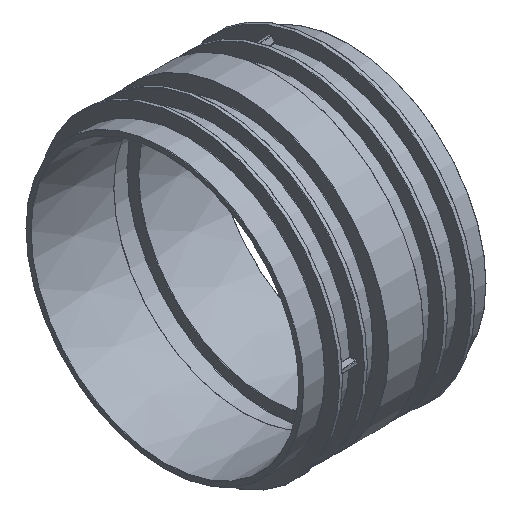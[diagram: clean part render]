
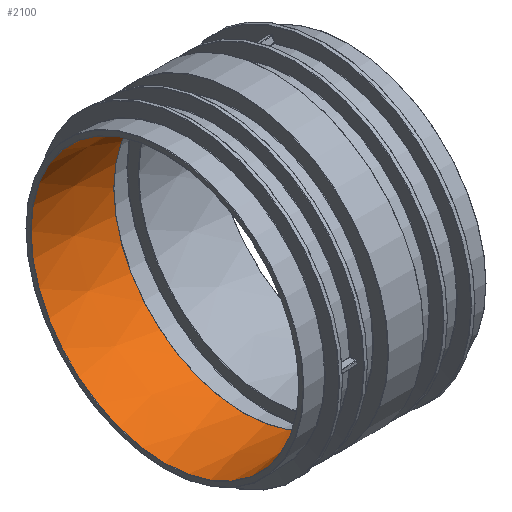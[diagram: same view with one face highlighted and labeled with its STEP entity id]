
A CAD part, isometric view. The second image highlights one B-rep face of the part: STEP entity #2100.
In plain terms, the highlighted conical face has half-angle 3 degrees and reference radius 81.534 mm.
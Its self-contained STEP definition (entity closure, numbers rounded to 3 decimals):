
#29=CONICAL_SURFACE('',#2319,81.535,0.052);
#139=LINE('',#4780,#175);
#175=VECTOR('',#2784,81.535);
#296=FACE_OUTER_BOUND('',#435,.T.);
#435=EDGE_LOOP('',(#1737,#1738,#1739,#1740,#1741,#1742));
#578=CIRCLE('',#2316,80.261);
#579=CIRCLE('',#2317,80.261);
#581=CIRCLE('',#2320,82.808);
#582=CIRCLE('',#2321,82.808);
#897=VERTEX_POINT('',#4773);
#898=VERTEX_POINT('',#4774);
#899=VERTEX_POINT('',#4779);
#900=VERTEX_POINT('',#4781);
#1190=EDGE_CURVE('',#897,#898,#578,.T.);
#1191=EDGE_CURVE('',#898,#897,#579,.T.);
#1193=EDGE_CURVE('',#897,#899,#139,.T.);
#1194=EDGE_CURVE('',#900,#899,#581,.T.);
#1195=EDGE_CURVE('',#899,#900,#582,.T.);
#1737=ORIENTED_EDGE('',*,*,#1190,.T.);
#1738=ORIENTED_EDGE('',*,*,#1191,.T.);
#1739=ORIENTED_EDGE('',*,*,#1193,.T.);
#1740=ORIENTED_EDGE('',*,*,#1194,.F.);
#1741=ORIENTED_EDGE('',*,*,#1195,.F.);
#1742=ORIENTED_EDGE('',*,*,#1193,.F.);
#2100=ADVANCED_FACE('',(#296),#29,.F.);
#2316=AXIS2_PLACEMENT_3D('',#4775,#2776,#2777);
#2317=AXIS2_PLACEMENT_3D('',#4776,#2778,#2779);
#2319=AXIS2_PLACEMENT_3D('',#4778,#2782,#2783);
#2320=AXIS2_PLACEMENT_3D('',#4782,#2785,#2786);
#2321=AXIS2_PLACEMENT_3D('',#4783,#2787,#2788);
#2776=DIRECTION('center_axis',(1.,0.,0.));
#2777=DIRECTION('ref_axis',(0.,0.,-1.));
#2778=DIRECTION('center_axis',(1.,0.,0.));
#2779=DIRECTION('ref_axis',(0.,0.,-1.));
#2782=DIRECTION('center_axis',(-1.,0.,0.));
#2783=DIRECTION('ref_axis',(0.,1.,0.));
#2784=DIRECTION('',(-0.999,-0.052,0.));
#2785=DIRECTION('center_axis',(1.,0.,0.));
#2786=DIRECTION('ref_axis',(0.,0.,-1.));
#2787=DIRECTION('center_axis',(1.,0.,0.));
#2788=DIRECTION('ref_axis',(0.,0.,-1.));
#4773=CARTESIAN_POINT('',(-7.71,-80.261,0.));
#4774=CARTESIAN_POINT('',(-7.71,0.,80.261));
#4775=CARTESIAN_POINT('Origin',(-7.71,0.,0.));
#4776=CARTESIAN_POINT('Origin',(-7.71,0.,0.));
#4778=CARTESIAN_POINT('Origin',(-32.01,0.,0.));
#4779=CARTESIAN_POINT('',(-56.31,-82.808,0.));
#4780=CARTESIAN_POINT('',(-32.01,-81.535,0.));
#4781=CARTESIAN_POINT('',(-56.31,0.,82.808));
#4782=CARTESIAN_POINT('Origin',(-56.31,0.,0.));
#4783=CARTESIAN_POINT('Origin',(-56.31,0.,0.));
